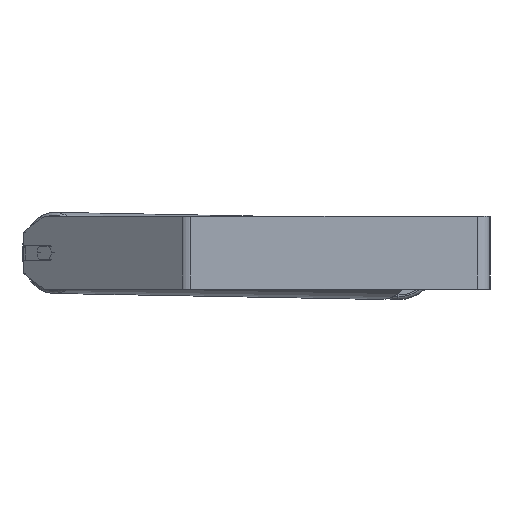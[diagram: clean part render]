
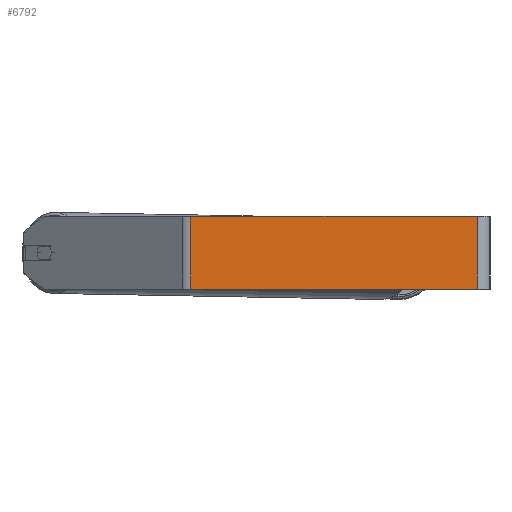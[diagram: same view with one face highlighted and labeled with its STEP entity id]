
A CAD part, left-side view. The second image highlights one B-rep face of the part: STEP entity #6792.
In plain terms, the highlighted planar face has unit normal (-1, 0, 0).
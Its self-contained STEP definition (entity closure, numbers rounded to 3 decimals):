
#90 = LINE ( 'NONE', #6779, #1460 ) ;
#681 = CARTESIAN_POINT ( 'NONE',  ( -900., 14., 40. ) ) ;
#805 = EDGE_CURVE ( 'NONE', #7828, #5494, #6878, .T. ) ;
#909 = VERTEX_POINT ( 'NONE', #3694 ) ;
#1361 = DIRECTION ( 'NONE',  ( 0., -1., 0. ) ) ;
#1460 = VECTOR ( 'NONE', #2668, 1000. ) ;
#1491 = EDGE_CURVE ( 'NONE', #5494, #2730, #2527, .T. ) ;
#2067 = DIRECTION ( 'NONE',  ( 0., 0., -1. ) ) ;
#2278 = DIRECTION ( 'NONE',  ( 0., 0., -1. ) ) ;
#2527 = LINE ( 'NONE', #681, #3138 ) ;
#2651 = ORIENTED_EDGE ( 'NONE', *, *, #5234, .T. ) ;
#2668 = DIRECTION ( 'NONE',  ( 0., 0., -1. ) ) ;
#2730 = VERTEX_POINT ( 'NONE', #2739 ) ;
#2739 = CARTESIAN_POINT ( 'NONE',  ( -900., 14., -40. ) ) ;
#3043 = PLANE ( 'NONE',  #3619 ) ;
#3138 = VECTOR ( 'NONE', #2067, 1000. ) ;
#3147 = EDGE_CURVE ( 'NONE', #909, #2730, #6842, .T. ) ;
#3281 = DIRECTION ( 'NONE',  ( 1., 0., 0. ) ) ;
#3518 = CARTESIAN_POINT ( 'NONE',  ( -900., 333.462, 40. ) ) ;
#3559 = DIRECTION ( 'NONE',  ( 0., -1., 0. ) ) ;
#3619 = AXIS2_PLACEMENT_3D ( 'NONE', #5740, #3281, #2278 ) ;
#3694 = CARTESIAN_POINT ( 'NONE',  ( -900., 328.367, -40. ) ) ;
#3981 = ORIENTED_EDGE ( 'NONE', *, *, #1491, .F. ) ;
#4267 = VECTOR ( 'NONE', #1361, 1000. ) ;
#4360 = ORIENTED_EDGE ( 'NONE', *, *, #3147, .T. ) ;
#4723 = CARTESIAN_POINT ( 'NONE',  ( -900., 333.462, -40. ) ) ;
#4754 = VECTOR ( 'NONE', #3559, 1000. ) ;
#4924 = CARTESIAN_POINT ( 'NONE',  ( -900., 14., 40. ) ) ;
#5107 = FACE_OUTER_BOUND ( 'NONE', #8054, .T. ) ;
#5234 = EDGE_CURVE ( 'NONE', #7828, #909, #90, .T. ) ;
#5494 = VERTEX_POINT ( 'NONE', #4924 ) ;
#5740 = CARTESIAN_POINT ( 'NONE',  ( -900., 333.462, 40. ) ) ;
#6779 = CARTESIAN_POINT ( 'NONE',  ( -900., 328.367, 40. ) ) ;
#6792 = ADVANCED_FACE ( 'NONE', ( #5107 ), #3043, .F. ) ;
#6842 = LINE ( 'NONE', #4723, #4267 ) ;
#6878 = LINE ( 'NONE', #3518, #4754 ) ;
#7168 = ORIENTED_EDGE ( 'NONE', *, *, #805, .F. ) ;
#7353 = CARTESIAN_POINT ( 'NONE',  ( -900., 328.367, 40. ) ) ;
#7828 = VERTEX_POINT ( 'NONE', #7353 ) ;
#8054 = EDGE_LOOP ( 'NONE', ( #4360, #3981, #7168, #2651 ) ) ;
